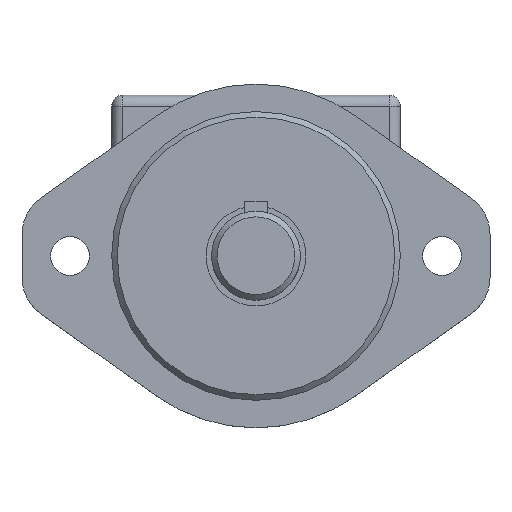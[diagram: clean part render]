
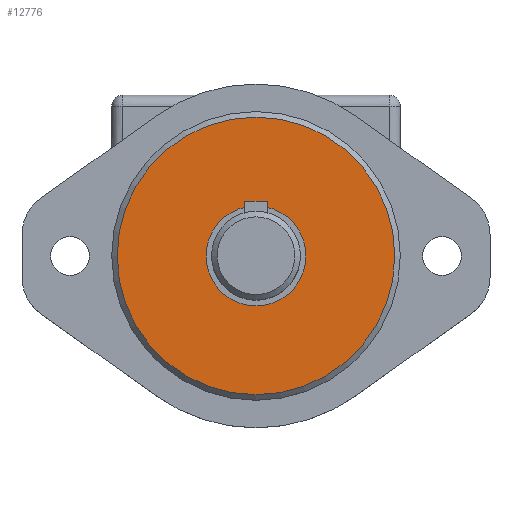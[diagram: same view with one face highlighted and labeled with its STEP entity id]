
A CAD part, top view. The second image highlights one B-rep face of the part: STEP entity #12776.
In plain terms, the highlighted planar face has unit normal (0, 0, 1).
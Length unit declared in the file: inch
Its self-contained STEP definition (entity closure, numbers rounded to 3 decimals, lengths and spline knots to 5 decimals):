
#12725=CARTESIAN_POINT('',(1.5625,0.,0.125));
#12726=VERTEX_POINT('',#12725);
#12727=CARTESIAN_POINT('',(0.0,0.0,0.125));
#12728=DIRECTION('',(0.0,0.0,-1.0));
#12729=DIRECTION('',(-1.0,0.0,0.0));
#12730=AXIS2_PLACEMENT_3D('',#12727,#12728,#12729);
#12731=CIRCLE('',#12730,1.5625);
#12732=EDGE_CURVE('',#12726,#12726,#12731,.T.);
#12757=CARTESIAN_POINT('',(0.,0.,0.125));
#12758=DIRECTION('',(0.0,0.0,1.0));
#12759=DIRECTION('',(1.0,0.0,0.0));
#12760=AXIS2_PLACEMENT_3D('',#12757,#12758,#12759);
#12761=PLANE('',#12760);
#12762=ORIENTED_EDGE('',*,*,#12732,.F.);
#12763=EDGE_LOOP('',(#12762));
#12764=FACE_OUTER_BOUND('',#12763,.T.);
#12765=CARTESIAN_POINT('',(0.5625,0.,0.125));
#12766=VERTEX_POINT('',#12765);
#12767=CARTESIAN_POINT('',(0.0,0.0,0.125));
#12768=DIRECTION('',(0.0,0.0,-1.0));
#12769=DIRECTION('',(-1.0,0.0,0.0));
#12770=AXIS2_PLACEMENT_3D('',#12767,#12768,#12769);
#12771=CIRCLE('',#12770,0.5625);
#12772=EDGE_CURVE('',#12766,#12766,#12771,.T.);
#12773=ORIENTED_EDGE('',*,*,#12772,.T.);
#12774=EDGE_LOOP('',(#12773));
#12775=FACE_BOUND('',#12774,.T.);
#12776=ADVANCED_FACE('',(#12764,#12775),#12761,.T.);
